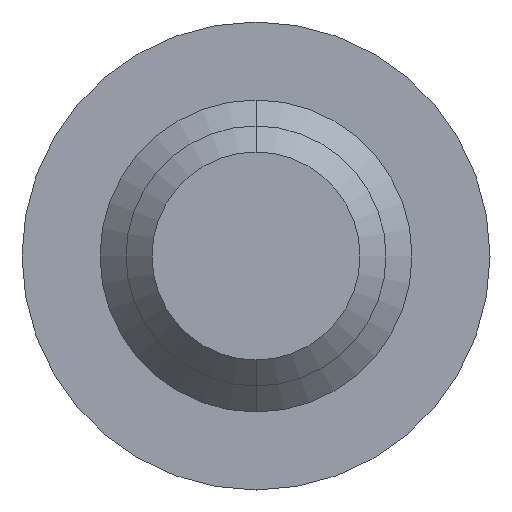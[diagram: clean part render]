
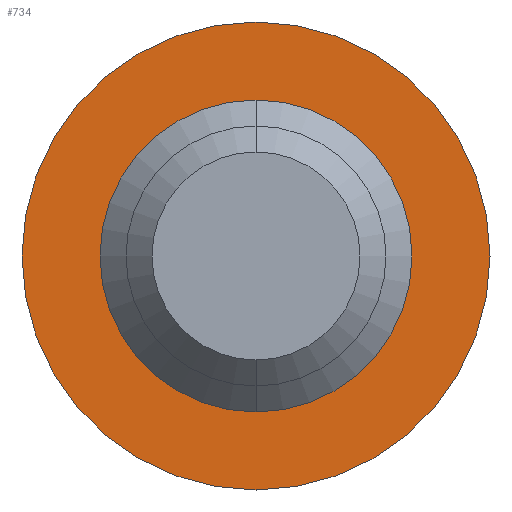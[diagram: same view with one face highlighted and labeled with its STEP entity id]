
A CAD part, front view. The second image highlights one B-rep face of the part: STEP entity #734.
In plain terms, the highlighted planar face has unit normal (0, -1, 0).
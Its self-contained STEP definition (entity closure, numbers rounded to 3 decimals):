
#34 = EDGE_LOOP ( 'NONE', ( #410, #109 ) ) ;
#103 = DIRECTION ( 'NONE',  ( 0., 0., 1. ) ) ;
#109 = ORIENTED_EDGE ( 'NONE', *, *, #437, .F. ) ;
#151 = DIRECTION ( 'NONE',  ( 0., 1., 0. ) ) ;
#212 = DIRECTION ( 'NONE',  ( 0., 0., -1. ) ) ;
#215 = AXIS2_PLACEMENT_3D ( 'NONE', #619, #548, #212 ) ;
#226 = CARTESIAN_POINT ( 'NONE',  ( 0., -2.5, -1.5 ) ) ;
#238 = CARTESIAN_POINT ( 'NONE',  ( 0., -2.5, 0. ) ) ;
#267 = CIRCLE ( 'NONE', #215, 1.5 ) ;
#282 = AXIS2_PLACEMENT_3D ( 'NONE', #754, #151, #700 ) ;
#298 = EDGE_CURVE ( 'NONE', #604, #860, #267, .T. ) ;
#318 = DIRECTION ( 'NONE',  ( 0., 1., 0. ) ) ;
#340 = CIRCLE ( 'NONE', #660, 2.25 ) ;
#410 = ORIENTED_EDGE ( 'NONE', *, *, #878, .F. ) ;
#412 = CARTESIAN_POINT ( 'NONE',  ( 0., -2.5, -2.25 ) ) ;
#422 = CARTESIAN_POINT ( 'NONE',  ( 0., -2.5, 2.25 ) ) ;
#437 = EDGE_CURVE ( 'NONE', #719, #773, #859, .T. ) ;
#486 = DIRECTION ( 'NONE',  ( 0., 0., -1. ) ) ;
#491 = FACE_OUTER_BOUND ( 'NONE', #34, .T. ) ;
#548 = DIRECTION ( 'NONE',  ( 0., 1., 0. ) ) ;
#550 = CARTESIAN_POINT ( 'NONE',  ( -1.25, -2.5, 0. ) ) ;
#577 = DIRECTION ( 'NONE',  ( 0., 1., 0. ) ) ;
#578 = CARTESIAN_POINT ( 'NONE',  ( 0., -2.5, 0. ) ) ;
#597 = AXIS2_PLACEMENT_3D ( 'NONE', #578, #318, #103 ) ;
#604 = VERTEX_POINT ( 'NONE', #226 ) ;
#619 = CARTESIAN_POINT ( 'NONE',  ( 0., -2.5, 0. ) ) ;
#646 = DIRECTION ( 'NONE',  ( 0., 0., 1. ) ) ;
#647 = ORIENTED_EDGE ( 'NONE', *, *, #863, .T. ) ;
#660 = AXIS2_PLACEMENT_3D ( 'NONE', #238, #577, #646 ) ;
#689 = DIRECTION ( 'NONE',  ( 0., -1., 0. ) ) ;
#694 = FACE_BOUND ( 'NONE', #849, .T. ) ;
#700 = DIRECTION ( 'NONE',  ( 0., 0., -1. ) ) ;
#719 = VERTEX_POINT ( 'NONE', #412 ) ;
#733 = CIRCLE ( 'NONE', #282, 1.5 ) ;
#734 = ADVANCED_FACE ( 'NONE', ( #694, #491 ), #870, .T. ) ;
#754 = CARTESIAN_POINT ( 'NONE',  ( 0., -2.5, 0. ) ) ;
#770 = ORIENTED_EDGE ( 'NONE', *, *, #298, .T. ) ;
#773 = VERTEX_POINT ( 'NONE', #422 ) ;
#817 = CARTESIAN_POINT ( 'NONE',  ( 0., -2.5, 1.5 ) ) ;
#823 = AXIS2_PLACEMENT_3D ( 'NONE', #550, #689, #486 ) ;
#849 = EDGE_LOOP ( 'NONE', ( #647, #770 ) ) ;
#859 = CIRCLE ( 'NONE', #597, 2.25 ) ;
#860 = VERTEX_POINT ( 'NONE', #817 ) ;
#863 = EDGE_CURVE ( 'NONE', #860, #604, #733, .T. ) ;
#870 = PLANE ( 'NONE',  #823 ) ;
#878 = EDGE_CURVE ( 'NONE', #773, #719, #340, .T. ) ;
